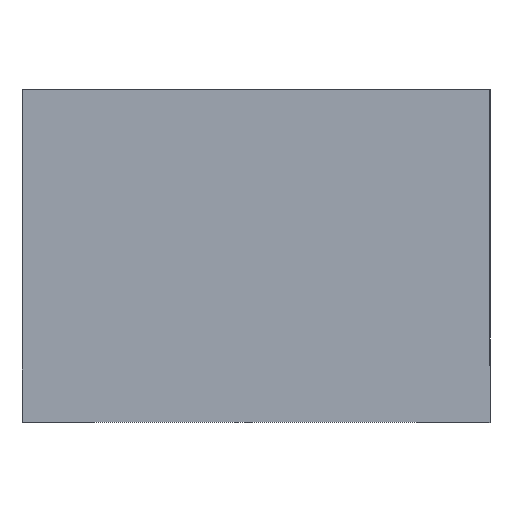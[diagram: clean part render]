
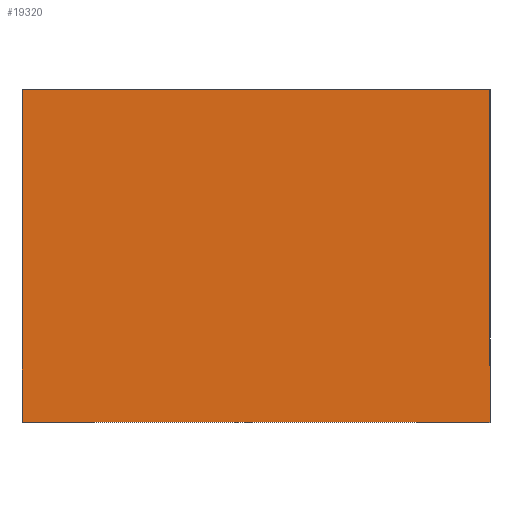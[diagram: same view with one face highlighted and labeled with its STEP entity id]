
A CAD part, top view. The second image highlights one B-rep face of the part: STEP entity #19320.
In plain terms, the highlighted planar face has unit normal (0, 0, 1).
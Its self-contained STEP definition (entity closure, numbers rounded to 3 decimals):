
#295 = CARTESIAN_POINT ( 'NONE',  ( 0., 0., 3. ) ) ;
#604 = EDGE_CURVE ( 'NONE', #16776, #10378, #4639, .T. ) ;
#1752 = VERTEX_POINT ( 'NONE', #16903 ) ;
#2020 = FACE_OUTER_BOUND ( 'NONE', #16865, .T. ) ;
#2234 = DIRECTION ( 'NONE',  ( 0., 1., 0. ) ) ;
#2809 = CARTESIAN_POINT ( 'NONE',  ( -2.25, 1.6, 3. ) ) ;
#2888 = ORIENTED_EDGE ( 'NONE', *, *, #12143, .T. ) ;
#3928 = CARTESIAN_POINT ( 'NONE',  ( 2.25, 1.6, 3. ) ) ;
#4639 = LINE ( 'NONE', #2809, #6306 ) ;
#5232 = DIRECTION ( 'NONE',  ( 0., -1., 0. ) ) ;
#5924 = ORIENTED_EDGE ( 'NONE', *, *, #22628, .T. ) ;
#6306 = VECTOR ( 'NONE', #12650, 1000. ) ;
#7131 = LINE ( 'NONE', #15105, #23327 ) ;
#7280 = VECTOR ( 'NONE', #5232, 1000. ) ;
#7357 = VERTEX_POINT ( 'NONE', #19414 ) ;
#7858 = CARTESIAN_POINT ( 'NONE',  ( 2.25, 1.6, 3. ) ) ;
#9628 = VECTOR ( 'NONE', #2234, 1000. ) ;
#10378 = VERTEX_POINT ( 'NONE', #10692 ) ;
#10692 = CARTESIAN_POINT ( 'NONE',  ( -2.25, 1.6, 3. ) ) ;
#12143 = EDGE_CURVE ( 'NONE', #7357, #1752, #7131, .T. ) ;
#12650 = DIRECTION ( 'NONE',  ( -1., 0., 0. ) ) ;
#12760 = ORIENTED_EDGE ( 'NONE', *, *, #17824, .T. ) ;
#12835 = CARTESIAN_POINT ( 'NONE',  ( -2.25, 1.6, 3. ) ) ;
#13979 = PLANE ( 'NONE',  #24663 ) ;
#15105 = CARTESIAN_POINT ( 'NONE',  ( -2.25, -1.6, 3. ) ) ;
#16776 = VERTEX_POINT ( 'NONE', #7858 ) ;
#16865 = EDGE_LOOP ( 'NONE', ( #5924, #18877, #12760, #2888 ) ) ;
#16903 = CARTESIAN_POINT ( 'NONE',  ( 2.25, -1.6, 3. ) ) ;
#17293 = LINE ( 'NONE', #12835, #7280 ) ;
#17824 = EDGE_CURVE ( 'NONE', #10378, #7357, #17293, .T. ) ;
#17839 = LINE ( 'NONE', #3928, #9628 ) ;
#18877 = ORIENTED_EDGE ( 'NONE', *, *, #604, .T. ) ;
#19320 = ADVANCED_FACE ( 'NONE', ( #2020 ), #13979, .T. ) ;
#19414 = CARTESIAN_POINT ( 'NONE',  ( -2.25, -1.6, 3. ) ) ;
#22049 = DIRECTION ( 'NONE',  ( 0., 0., 1. ) ) ;
#22307 = DIRECTION ( 'NONE',  ( 1., 0., 0. ) ) ;
#22628 = EDGE_CURVE ( 'NONE', #1752, #16776, #17839, .T. ) ;
#23218 = DIRECTION ( 'NONE',  ( 1., 0., 0. ) ) ;
#23327 = VECTOR ( 'NONE', #23218, 1000. ) ;
#24663 = AXIS2_PLACEMENT_3D ( 'NONE', #295, #22049, #22307 ) ;
